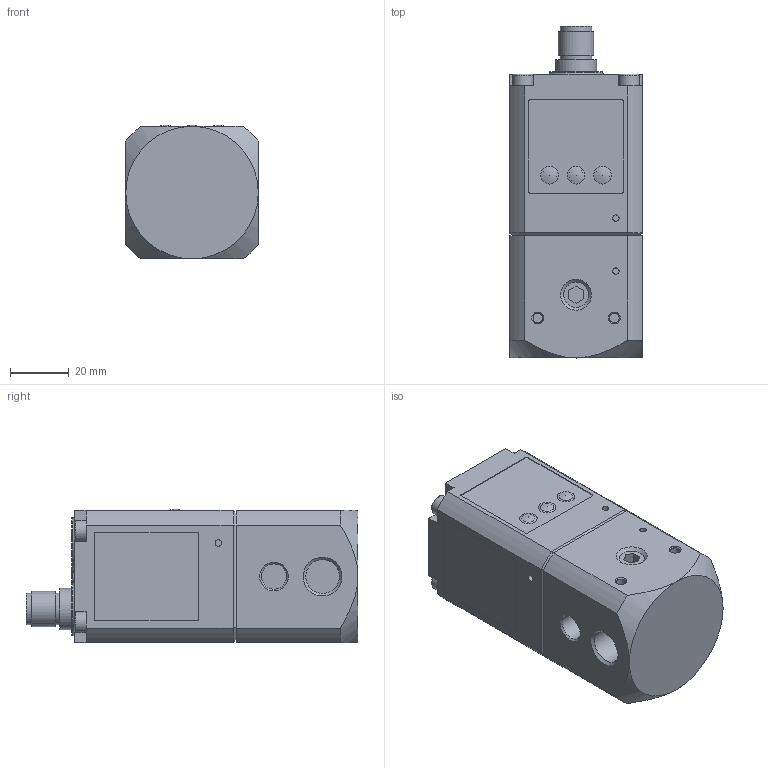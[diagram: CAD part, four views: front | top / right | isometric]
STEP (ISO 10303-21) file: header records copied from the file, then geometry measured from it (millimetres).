
FILE_DESCRIPTION( ( 'STEP AP214' ), '1' );
FILE_NAME( '171E2N.C.M.0009.stp', '2021-07-08T14:42:08', ( 'License CC BY-ND 4.0' ), ( 'CADENAS' ), ' ', 'PARTsolutions', ' ' );
FILE_SCHEMA( ( 'AUTOMOTIVE_DESIGN { 1 0 10303 214 1 1 1 1 }' ) );
Length unit declared in the file: millimetre
Products named in the file (4): 171E2N.C.M.0009; _171E2N.C.M.0009 -dummy; _corpo_taglia1; _coperchio_taglia1.TG1.E.
Assembly tree (3 placements, depth 2):
  171E2N.C.M.0009
    _171E2N.C.M.0009 -dummy
    _corpo_taglia1
    _coperchio_taglia1.TG1.E.
Bounding box: 45.05 x 112.7 x 45.39 mm (x, y, z)
Volume: 184393.2 mm3; surface area: 29756.7 mm2
Topology: 2 solids, 5 shells, 213 faces, 476 edges, 308 vertices
Faces by surface type: plane 116, cylinder 58, cone 17, sphere 8, torus 8, bspline 6
Full cylindrical faces by diameter (mm): 1 x4, 2.2 x10, 3.242 x4, 4.2 x4, 7 x4, 8.1 x1, 8.566 x1, 10.7 x2, 11.445 x2, 12 x1, 14 x1
Entity records: 7406 total; most frequent: CARTESIAN_POINT 1188, DIRECTION 952, ORIENTED_EDGE 778, EDGE_CURVE 389, AXIS2_PLACEMENT_3D 368, EDGE_LOOP 308, VERTEX_POINT 291, FACE_OUTER_BOUND 251
